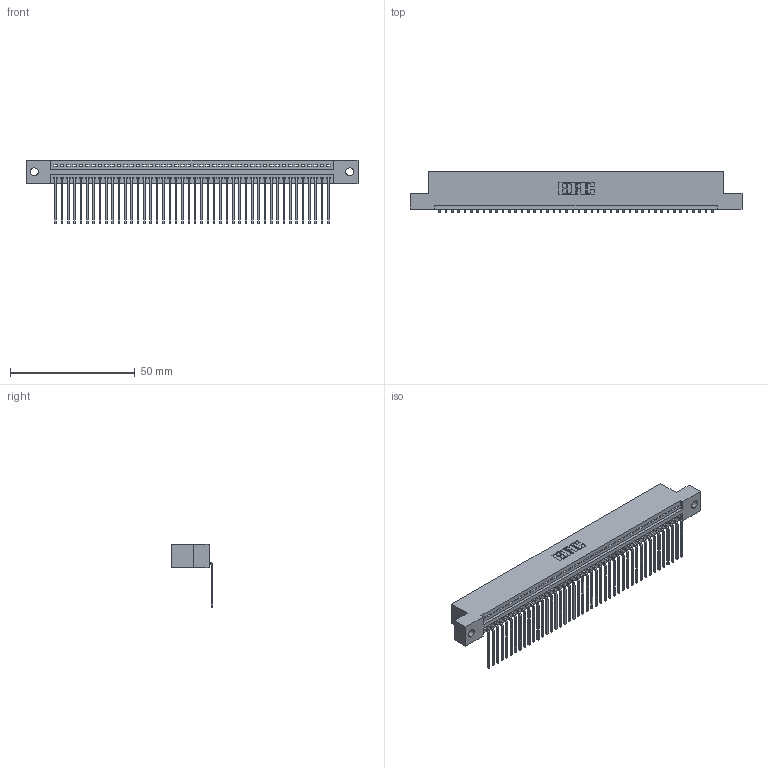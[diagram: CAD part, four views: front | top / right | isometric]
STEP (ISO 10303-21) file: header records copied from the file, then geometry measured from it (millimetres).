
FILE_DESCRIPTION (( 'STEP AP203' ), '1' );
FILE_NAME ('345-044-559-102.STEP', '2019-10-08T19:59:43', ( '' ), ( '' ), 'SwSTEP 2.0', 'SolidWorks 2016', '' );
FILE_SCHEMA (( 'CONFIG_CONTROL_DESIGN' ));
Length unit declared in the file: inch
Products named in the file (3): 345-044-559-102; 345 Part_Flush Mounting Lugs - 0.128 Dia; 345-292-001_558 559 Tail - 1
Assembly tree (45 placements, depth 2):
  345-044-559-102
    345 Part_Flush Mounting Lugs - 0.128 Dia
    345-292-001_558 559 Tail - 1  x44
Bounding box: 132.97 x 16.75 x 25.53 mm (x, y, z)
Volume: 12755.8 mm3; surface area: 17568.4 mm2
Topology: 45 solids, 45 shells, 2766 faces, 8349 edges, 5506 vertices
Faces by surface type: plane 1928, cylinder 838
Entity records: 32933 total; most frequent: CARTESIAN_POINT 5712, ORIENTED_EDGE 5690, DIRECTION 4985, EDGE_CURVE 2845, LINE 2537, VECTOR 2537, VERTEX_POINT 1894, AXIS2_PLACEMENT_3D 1224
